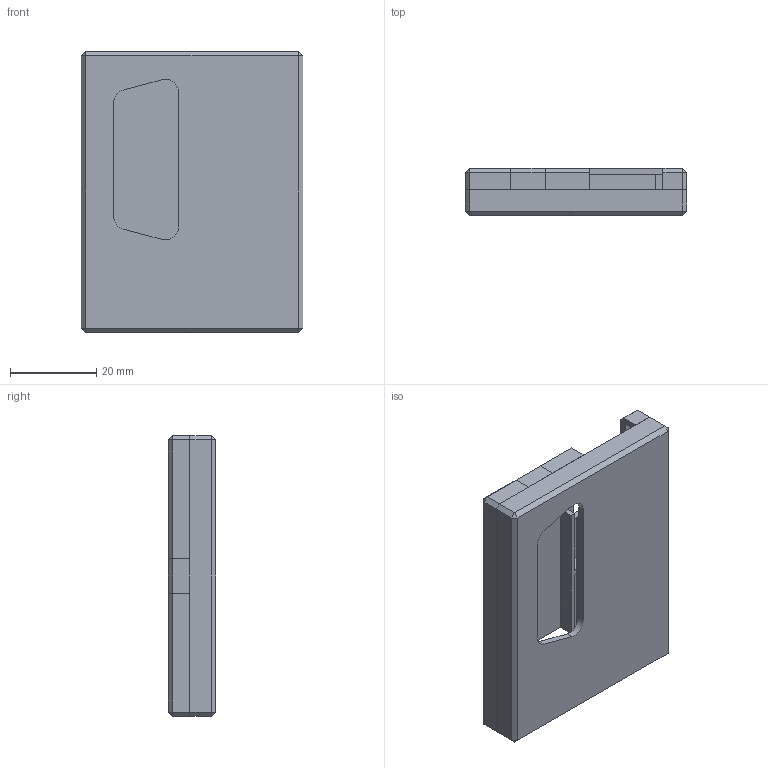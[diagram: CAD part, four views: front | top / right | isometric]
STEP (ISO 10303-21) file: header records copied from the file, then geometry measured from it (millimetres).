
FILE_DESCRIPTION(/* description */ (''),/* implementation_level */ '2;1');
FILE_NAME(/* name */ 'ef721e42-155a-4f5c-ace6-f6ac6d31fb27.stp',/* time_stamp */ '2018-12-17T20:51:22+00:00',/* author */ (''),/* organization */ (''),/* preprocessor_version */ 'ST-DEVELOPER v17.2',/* originating_system */ 'Autodesk Translation Framework v7.6.0.251',/* authorisation */ '');
FILE_SCHEMA (('AUTOMOTIVE_DESIGN { 1 0 10303 214 3 1 1 }'));
Length unit declared in the file: millimetre
Products named in the file (3): Giraffe Case; Base; Top
Assembly tree (2 placements, depth 2):
  Giraffe Case
    Base
    Top
Bounding box: 51.25 x 11 x 65 mm (x, y, z)
Volume: 11052.6 mm3; surface area: 16118.7 mm2
Topology: 6 solids, 6 shells, 157 faces, 397 edges, 254 vertices
Faces by surface type: plane 153, cylinder 4
Entity records: 4686 total; most frequent: CARTESIAN_POINT 813, ORIENTED_EDGE 794, DIRECTION 729, EDGE_CURVE 397, LINE 389, VECTOR 389, VERTEX_POINT 254, AXIS2_PLACEMENT_3D 170
